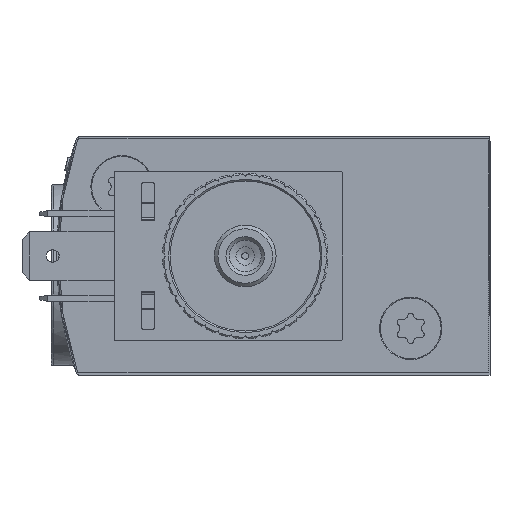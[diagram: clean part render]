
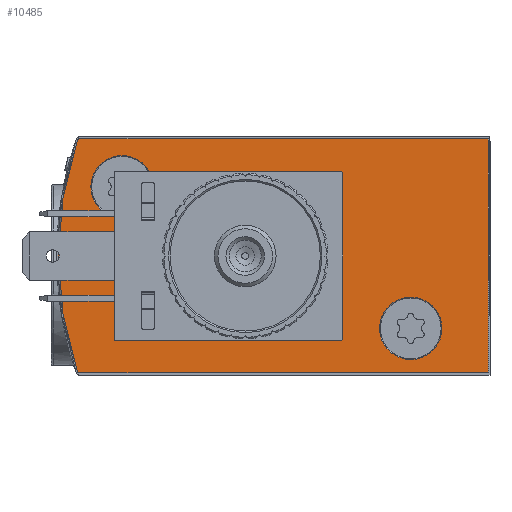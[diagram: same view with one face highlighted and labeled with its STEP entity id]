
A CAD part, left-side view. The second image highlights one B-rep face of the part: STEP entity #10485.
In plain terms, the highlighted planar face has unit normal (-1, 0, 0).
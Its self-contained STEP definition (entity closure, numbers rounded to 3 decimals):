
#793=LINE('',#17949,#1694);
#796=LINE('',#17957,#1697);
#799=LINE('',#17963,#1700);
#1694=VECTOR('',#14720,1000.);
#1697=VECTOR('',#14727,1000.);
#1700=VECTOR('',#14732,1000.);
#3287=ORIENTED_EDGE('',*,*,#5775,.F.);
#3288=ORIENTED_EDGE('',*,*,#5776,.T.);
#3289=ORIENTED_EDGE('',*,*,#5777,.T.);
#3290=ORIENTED_EDGE('',*,*,#5758,.F.);
#3291=ORIENTED_EDGE('',*,*,#5742,.F.);
#3292=ORIENTED_EDGE('',*,*,#5771,.F.);
#3293=ORIENTED_EDGE('',*,*,#5768,.F.);
#3294=ORIENTED_EDGE('',*,*,#5765,.F.);
#3295=ORIENTED_EDGE('',*,*,#5761,.F.);
#5742=EDGE_CURVE('',#7088,#7089,#7942,.T.);
#5758=EDGE_CURVE('',#7089,#7104,#7950,.T.);
#5761=EDGE_CURVE('',#7104,#7106,#793,.T.);
#5765=EDGE_CURVE('',#7106,#7109,#796,.T.);
#5768=EDGE_CURVE('',#7109,#7111,#799,.T.);
#5771=EDGE_CURVE('',#7111,#7088,#7953,.T.);
#5775=EDGE_CURVE('',#7115,#7115,#7957,.F.);
#5776=EDGE_CURVE('',#7116,#7116,#7958,.T.);
#5777=EDGE_CURVE('',#7117,#7117,#7959,.T.);
#7088=VERTEX_POINT('',#17911);
#7089=VERTEX_POINT('',#17912);
#7104=VERTEX_POINT('',#17944);
#7106=VERTEX_POINT('',#17950);
#7109=VERTEX_POINT('',#17958);
#7111=VERTEX_POINT('',#17964);
#7115=VERTEX_POINT('',#17978);
#7116=VERTEX_POINT('',#17980);
#7117=VERTEX_POINT('',#17982);
#7942=CIRCLE('',#12875,46.5);
#7950=CIRCLE('',#12884,0.2);
#7953=CIRCLE('',#12891,0.2);
#7957=CIRCLE('',#12897,5.);
#7958=CIRCLE('',#12898,4.05);
#7959=CIRCLE('',#12899,4.05);
#8531=EDGE_LOOP('',(#3287));
#8532=EDGE_LOOP('',(#3288));
#8533=EDGE_LOOP('',(#3289));
#8534=EDGE_LOOP('',(#3290,#3291,#3292,#3293,#3294,#3295));
#9367=FACE_BOUND('',#8531,.T.);
#9368=FACE_BOUND('',#8532,.T.);
#9369=FACE_BOUND('',#8533,.T.);
#9370=FACE_BOUND('',#8534,.T.);
#10055=PLANE('',#12896);
#10485=ADVANCED_FACE('',(#9367,#9368,#9369,#9370),#10055,.F.);
#12875=AXIS2_PLACEMENT_3D('',#17910,#14687,#14688);
#12884=AXIS2_PLACEMENT_3D('',#17943,#14713,#14714);
#12891=AXIS2_PLACEMENT_3D('',#17969,#14737,#14738);
#12896=AXIS2_PLACEMENT_3D('',#17976,#14747,#14748);
#12897=AXIS2_PLACEMENT_3D('',#17977,#14749,#14750);
#12898=AXIS2_PLACEMENT_3D('',#17979,#14751,#14752);
#12899=AXIS2_PLACEMENT_3D('',#17981,#14753,#14754);
#14687=DIRECTION('',(1.,0.,0.));
#14688=DIRECTION('',(0.,0.,-1.));
#14713=DIRECTION('',(1.,0.,0.));
#14714=DIRECTION('',(0.,0.,-1.));
#14720=DIRECTION('',(0.,-1.,0.));
#14727=DIRECTION('',(0.,0.,-1.));
#14732=DIRECTION('',(0.,1.,0.));
#14737=DIRECTION('',(1.,0.,0.));
#14738=DIRECTION('',(0.,0.,-1.));
#14747=DIRECTION('',(1.,0.,0.));
#14748=DIRECTION('',(0.,0.,-1.));
#14749=DIRECTION('',(1.,0.,0.));
#14750=DIRECTION('',(0.,0.,-1.));
#14751=DIRECTION('',(1.,0.,0.));
#14752=DIRECTION('',(0.,0.,-1.));
#14753=DIRECTION('',(1.,0.,0.));
#14754=DIRECTION('',(0.,0.,-1.));
#17910=CARTESIAN_POINT('',(0.,9.6,0.));
#17911=CARTESIAN_POINT('',(0.,53.592,-15.065));
#17912=CARTESIAN_POINT('',(0.,53.592,15.065));
#17943=CARTESIAN_POINT('',(0.,53.403,15.));
#17944=CARTESIAN_POINT('',(0.,53.403,15.2));
#17949=CARTESIAN_POINT('',(0.,53.403,15.2));
#17950=CARTESIAN_POINT('',(0.,0.2,15.2));
#17957=CARTESIAN_POINT('',(0.,0.2,15.2));
#17958=CARTESIAN_POINT('',(0.,0.2,-15.2));
#17963=CARTESIAN_POINT('',(0.,0.2,-15.2));
#17964=CARTESIAN_POINT('',(0.,53.403,-15.2));
#17969=CARTESIAN_POINT('',(0.,53.403,-15.));
#17976=CARTESIAN_POINT('',(0.,53.403,15.));
#17977=CARTESIAN_POINT('',(0.,31.8,0.));
#17978=CARTESIAN_POINT('',(0.,31.8,-5.));
#17979=CARTESIAN_POINT('',(0.,47.8,9.));
#17980=CARTESIAN_POINT('',(0.,47.8,4.95));
#17981=CARTESIAN_POINT('',(0.,10.3,-9.4));
#17982=CARTESIAN_POINT('',(0.,10.3,-13.45));
